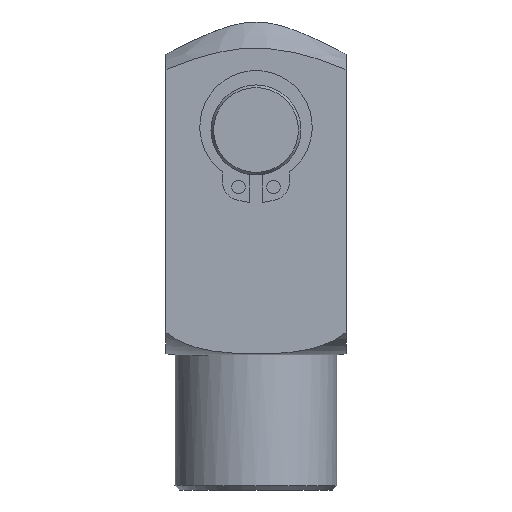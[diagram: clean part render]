
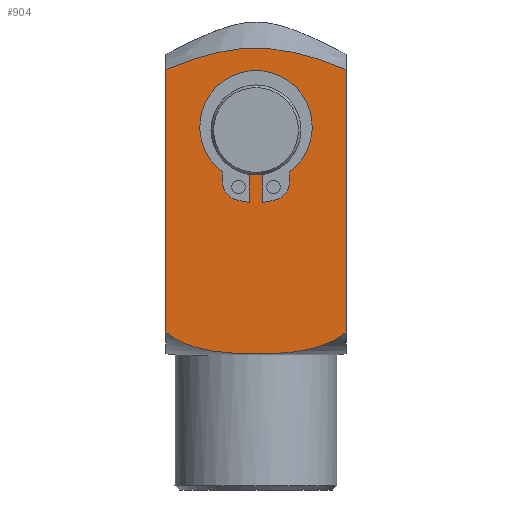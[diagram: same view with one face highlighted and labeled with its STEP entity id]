
A CAD part, left-side view. The second image highlights one B-rep face of the part: STEP entity #904.
In plain terms, the highlighted planar face has unit normal (-1, 0, 0).
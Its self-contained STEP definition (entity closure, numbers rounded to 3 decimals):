
#15=B_SPLINE_CURVE_WITH_KNOTS('',3,(#1444,#1445,#1446,#1447,#1448,#1449,
#1450,#1451,#1452,#1453,#1454,#1455,#1456,#1457,#1458,#1459,#1460,#1461),
 .UNSPECIFIED.,.F.,.F.,(4,2,2,2,2,2,2,2,4),(2.074,2.113,
2.257,2.66,3.064,3.468,3.872,
4.015,4.055),.UNSPECIFIED.);
#19=(
BOUNDED_CURVE()
B_SPLINE_CURVE(2,(#1438,#1439,#1440),.UNSPECIFIED.,.F.,.F.)
B_SPLINE_CURVE_WITH_KNOTS((3,3),(0.858,3.903),
 .UNSPECIFIED.)
CURVE()
GEOMETRIC_REPRESENTATION_ITEM()
RATIONAL_B_SPLINE_CURVE((1.426,2.017,1.426))
REPRESENTATION_ITEM('')
);
#59=LINE('',#1386,#117);
#67=LINE('',#1412,#125);
#69=LINE('',#1422,#127);
#71=LINE('',#1425,#129);
#72=LINE('',#1428,#130);
#74=LINE('',#1431,#132);
#75=LINE('',#1442,#133);
#76=LINE('',#1462,#134);
#117=VECTOR('',#1151,0.974);
#125=VECTOR('',#1175,0.974);
#127=VECTOR('',#1187,1.158);
#129=VECTOR('',#1191,3.3);
#130=VECTOR('',#1194,3.3);
#132=VECTOR('',#1198,1.158);
#133=VECTOR('',#1207,29.222);
#134=VECTOR('',#1208,29.222);
#165=PLANE('',#993);
#197=FACE_BOUND('',#315,.T.);
#244=FACE_OUTER_BOUND('',#314,.T.);
#314=EDGE_LOOP('',(#721,#722,#723,#724));
#315=EDGE_LOOP('',(#725,#726,#727,#728,#729,#730,#731,#732,#733,#734));
#348=CIRCLE('',#938,4.8);
#364=CIRCLE('',#971,2.25);
#370=CIRCLE('',#980,2.25);
#373=CIRCLE('',#991,6.25);
#389=VERTEX_POINT('',#1285);
#390=VERTEX_POINT('',#1287);
#418=VERTEX_POINT('',#1373);
#419=VERTEX_POINT('',#1374);
#423=VERTEX_POINT('',#1384);
#431=VERTEX_POINT('',#1405);
#432=VERTEX_POINT('',#1406);
#433=VERTEX_POINT('',#1411);
#436=VERTEX_POINT('',#1421);
#437=VERTEX_POINT('',#1427);
#438=VERTEX_POINT('',#1436);
#439=VERTEX_POINT('',#1437);
#440=VERTEX_POINT('',#1441);
#441=VERTEX_POINT('',#1443);
#471=EDGE_CURVE('',#390,#389,#348,.T.);
#512=EDGE_CURVE('',#418,#419,#364,.T.);
#518=EDGE_CURVE('',#419,#423,#59,.T.);
#528=EDGE_CURVE('',#431,#432,#370,.T.);
#531=EDGE_CURVE('',#433,#431,#67,.T.);
#535=EDGE_CURVE('',#436,#418,#69,.T.);
#537=EDGE_CURVE('',#436,#389,#71,.T.);
#538=EDGE_CURVE('',#390,#437,#72,.T.);
#540=EDGE_CURVE('',#432,#437,#74,.T.);
#541=EDGE_CURVE('',#423,#433,#373,.T.);
#542=EDGE_CURVE('',#438,#439,#19,.T.);
#543=EDGE_CURVE('',#440,#439,#75,.T.);
#544=EDGE_CURVE('',#440,#441,#15,.T.);
#545=EDGE_CURVE('',#441,#438,#76,.T.);
#721=ORIENTED_EDGE('',*,*,#542,.T.);
#722=ORIENTED_EDGE('',*,*,#543,.F.);
#723=ORIENTED_EDGE('',*,*,#544,.T.);
#724=ORIENTED_EDGE('',*,*,#545,.T.);
#725=ORIENTED_EDGE('',*,*,#537,.F.);
#726=ORIENTED_EDGE('',*,*,#535,.T.);
#727=ORIENTED_EDGE('',*,*,#512,.T.);
#728=ORIENTED_EDGE('',*,*,#518,.T.);
#729=ORIENTED_EDGE('',*,*,#541,.T.);
#730=ORIENTED_EDGE('',*,*,#531,.T.);
#731=ORIENTED_EDGE('',*,*,#528,.T.);
#732=ORIENTED_EDGE('',*,*,#540,.T.);
#733=ORIENTED_EDGE('',*,*,#538,.F.);
#734=ORIENTED_EDGE('',*,*,#471,.T.);
#904=ADVANCED_FACE('',(#244,#197),#165,.T.);
#938=AXIS2_PLACEMENT_3D('',#1288,#1050,#1051);
#971=AXIS2_PLACEMENT_3D('',#1375,#1141,#1142);
#980=AXIS2_PLACEMENT_3D('',#1407,#1169,#1170);
#991=AXIS2_PLACEMENT_3D('',#1433,#1201,#1202);
#993=AXIS2_PLACEMENT_3D('',#1435,#1205,#1206);
#1050=DIRECTION('center_axis',(1.,0.,0.));
#1051=DIRECTION('ref_axis',(0.,0.,-1.));
#1141=DIRECTION('center_axis',(1.,0.,0.));
#1142=DIRECTION('ref_axis',(0.,0.766,-0.643));
#1151=DIRECTION('',(0.,0.,1.));
#1169=DIRECTION('center_axis',(1.,0.,0.));
#1170=DIRECTION('ref_axis',(0.,-0.766,-0.643));
#1175=DIRECTION('',(0.,0.,-1.));
#1187=DIRECTION('',(0.,0.985,0.174));
#1191=DIRECTION('',(0.,0.,1.));
#1194=DIRECTION('',(0.,0.,-1.));
#1198=DIRECTION('',(0.,0.985,-0.174));
#1201=DIRECTION('center_axis',(1.,0.,0.));
#1202=DIRECTION('ref_axis',(0.,0.6,-0.8));
#1205=DIRECTION('center_axis',(-1.,0.,0.));
#1206=DIRECTION('ref_axis',(0.,0.,1.));
#1207=DIRECTION('',(0.,0.,1.));
#1208=DIRECTION('',(0.,0.,1.));
#1285=CARTESIAN_POINT('',(-39.779,16.283,35.259));
#1287=CARTESIAN_POINT('',(-39.779,14.783,35.259));
#1288=CARTESIAN_POINT('Origin',(-39.779,15.533,40.));
#1373=CARTESIAN_POINT('',(-39.779,17.424,32.16));
#1374=CARTESIAN_POINT('',(-39.779,19.283,34.376));
#1375=CARTESIAN_POINT('Origin',(-39.779,17.033,34.376));
#1384=CARTESIAN_POINT('',(-39.779,19.283,35.35));
#1386=CARTESIAN_POINT('',(-39.779,19.283,25.175));
#1405=CARTESIAN_POINT('',(-39.779,11.783,34.376));
#1406=CARTESIAN_POINT('',(-39.779,13.642,32.16));
#1407=CARTESIAN_POINT('Origin',(-39.779,14.033,34.376));
#1411=CARTESIAN_POINT('',(-39.779,11.783,35.35));
#1412=CARTESIAN_POINT('',(-39.779,11.783,23.744));
#1421=CARTESIAN_POINT('',(-39.779,16.283,31.959));
#1422=CARTESIAN_POINT('',(-39.779,11.12,31.049));
#1425=CARTESIAN_POINT('',(-39.779,16.283,35.259));
#1427=CARTESIAN_POINT('',(-39.779,14.783,31.959));
#1428=CARTESIAN_POINT('',(-39.779,14.783,31.959));
#1431=CARTESIAN_POINT('',(-39.779,11.748,32.494));
#1433=CARTESIAN_POINT('Origin',(-39.779,15.533,40.35));
#1435=CARTESIAN_POINT('Origin',(-39.779,5.533,15.));
#1436=CARTESIAN_POINT('',(-39.779,5.533,46.722));
#1437=CARTESIAN_POINT('',(-39.779,25.533,46.722));
#1438=CARTESIAN_POINT('Ctrl Pts',(-39.779,5.533,46.722));
#1439=CARTESIAN_POINT('Ctrl Pts',(-39.779,15.533,50.804));
#1440=CARTESIAN_POINT('Ctrl Pts',(-39.779,25.533,46.722));
#1441=CARTESIAN_POINT('',(-39.779,25.533,17.5));
#1442=CARTESIAN_POINT('',(-39.779,25.533,15.));
#1443=CARTESIAN_POINT('',(-39.779,5.533,17.5));
#1444=CARTESIAN_POINT('Ctrl Pts',(-39.779,25.533,17.5));
#1445=CARTESIAN_POINT('Ctrl Pts',(-39.779,25.422,17.411));
#1446=CARTESIAN_POINT('Ctrl Pts',(-39.779,25.308,17.325));
#1447=CARTESIAN_POINT('Ctrl Pts',(-39.779,24.767,16.939));
#1448=CARTESIAN_POINT('Ctrl Pts',(-39.779,24.31,16.678));
#1449=CARTESIAN_POINT('Ctrl Pts',(-39.779,22.664,15.89));
#1450=CARTESIAN_POINT('Ctrl Pts',(-39.779,21.253,15.541));
#1451=CARTESIAN_POINT('Ctrl Pts',(-39.779,18.359,15.17));
#1452=CARTESIAN_POINT('Ctrl Pts',(-39.779,16.879,15.127));
#1453=CARTESIAN_POINT('Ctrl Pts',(-39.779,14.187,15.127));
#1454=CARTESIAN_POINT('Ctrl Pts',(-39.779,12.707,15.17));
#1455=CARTESIAN_POINT('Ctrl Pts',(-39.779,9.814,15.541));
#1456=CARTESIAN_POINT('Ctrl Pts',(-39.779,8.402,15.89));
#1457=CARTESIAN_POINT('Ctrl Pts',(-39.779,6.756,16.678));
#1458=CARTESIAN_POINT('Ctrl Pts',(-39.779,6.3,16.939));
#1459=CARTESIAN_POINT('Ctrl Pts',(-39.779,5.758,17.325));
#1460=CARTESIAN_POINT('Ctrl Pts',(-39.779,5.644,17.411));
#1461=CARTESIAN_POINT('Ctrl Pts',(-39.779,5.533,17.5));
#1462=CARTESIAN_POINT('',(-39.779,5.533,15.));
